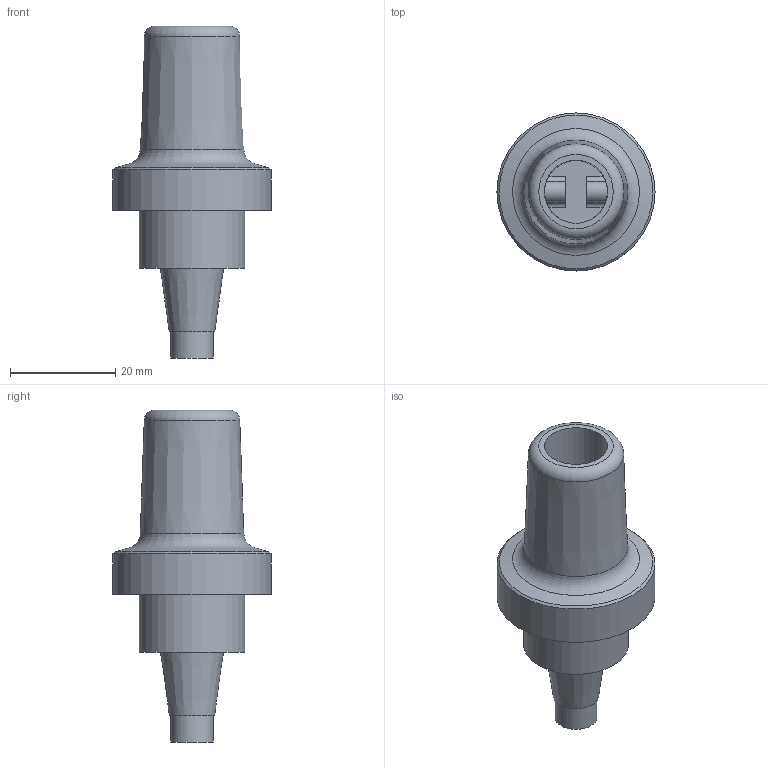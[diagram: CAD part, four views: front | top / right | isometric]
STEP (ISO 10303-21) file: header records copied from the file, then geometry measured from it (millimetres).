
FILE_DESCRIPTION(/* description */ (''),/* implementation_level */ '2;1');
FILE_NAME(/* name */ 'W9990117stp.stp',/* time_stamp */ '2017-05-05T15:37:30+02:00',/* author */ (''),/* organization */ (''),/* preprocessor_version */ 'ST-DEVELOPER v15',/* originating_system */ 'SIEMENS PLM Software NX 9.0',/* authorisation */ '');
FILE_SCHEMA (('AUTOMOTIVE_DESIGN { 1 0 10303 214 3 1 1 1 }'));
Length unit declared in the file: millimetre
Products named in the file (1): reic1D6440F2grvk
Bounding box: 30 x 30 x 63 mm (x, y, z)
Volume: 15186.2 mm3; surface area: 6390.2 mm2
Topology: 1 solids, 1 shells, 30 faces, 68 edges, 45 vertices
Faces by surface type: plane 13, cylinder 11, cone 4, torus 2
Full cylindrical faces by diameter (mm): 8 x1, 11.9 x1, 12 x1, 20 x1, 30 x1
Entity records: 891 total; most frequent: CARTESIAN_POINT 246, DIRECTION 132, ORIENTED_EDGE 104, AXIS2_PLACEMENT_3D 55, EDGE_CURVE 52, EDGE_LOOP 46, VERTEX_POINT 40, FACE_BOUND 32
